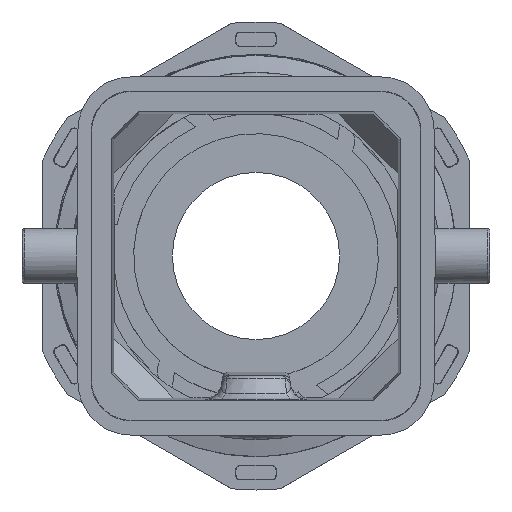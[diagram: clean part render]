
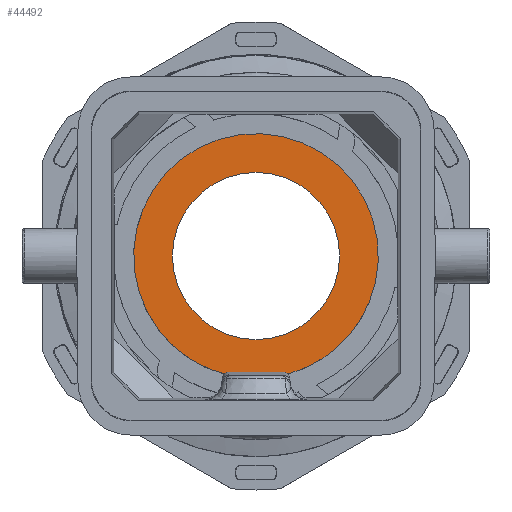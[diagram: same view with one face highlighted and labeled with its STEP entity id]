
A CAD part, left-side view. The second image highlights one B-rep face of the part: STEP entity #44492.
In plain terms, the highlighted planar face has unit normal (-1, 0, 0).
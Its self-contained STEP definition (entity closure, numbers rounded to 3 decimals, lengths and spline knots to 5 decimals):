
#16725=CARTESIAN_POINT('',(1.95669,0.,0.));
#16726=DIRECTION('',(-1.,0.,0.));
#16727=DIRECTION('',(0.,0.,-1.));
#16728=AXIS2_PLACEMENT_3D('',#16725,#16726,#16727);
#16730=CARTESIAN_POINT('',(1.95669,0.,0.));
#16731=DIRECTION('',(-1.,0.,0.));
#16732=DIRECTION('',(0.,0.,1.));
#16733=AXIS2_PLACEMENT_3D('',#16730,#16731,#16732);
#16735=CARTESIAN_POINT('',(1.95669,0.,0.));
#16736=DIRECTION('',(1.,0.,0.));
#16737=DIRECTION('',(0.,0.,-1.));
#16738=AXIS2_PLACEMENT_3D('',#16735,#16736,#16737);
#16740=CARTESIAN_POINT('',(1.95669,0.,0.));
#16741=DIRECTION('',(1.,0.,0.));
#16742=DIRECTION('',(0.,0.,1.));
#16743=AXIS2_PLACEMENT_3D('',#16740,#16741,#16742);
#21331=CARTESIAN_POINT('',(1.95669,0.,0.24606));
#21333=VERTEX_POINT('',#21331);
#21335=CARTESIAN_POINT('',(1.95669,0.,-0.24606));
#21337=VERTEX_POINT('',#21335);
#21340=CARTESIAN_POINT('',(1.95669,0.,0.38583));
#21342=VERTEX_POINT('',#21340);
#21344=CARTESIAN_POINT('',(1.95669,0.,-0.38583));
#21346=VERTEX_POINT('',#21344);
#44476=CARTESIAN_POINT('',(1.95669,0.,0.));
#44477=DIRECTION('',(1.,0.,0.));
#44478=DIRECTION('',(0.,0.,1.));
#44479=AXIS2_PLACEMENT_3D('',#44476,#44477,#44478);
#44480=PLANE('',#44479);
#44482=ORIENTED_EDGE('',*,*,#44481,.F.);
#44483=ORIENTED_EDGE('',*,*,#44466,.F.);
#44484=EDGE_LOOP('',(#44482,#44483));
#44485=FACE_OUTER_BOUND('',#44484,.F.);
#44487=ORIENTED_EDGE('',*,*,#44486,.F.);
#44489=ORIENTED_EDGE('',*,*,#44488,.F.);
#44490=EDGE_LOOP('',(#44487,#44489));
#44491=FACE_BOUND('',#44490,.F.);
#44492=ADVANCED_FACE('',(#44485,#44491),#44480,.F.);
#16729=CIRCLE('',#16728,0.38583);
#16734=CIRCLE('',#16733,0.38583);
#16739=CIRCLE('',#16738,0.24606);
#16744=CIRCLE('',#16743,0.24606);
#44466=EDGE_CURVE('',#21342,#21346,#16734,.T.);
#44481=EDGE_CURVE('',#21346,#21342,#16729,.T.);
#44486=EDGE_CURVE('',#21337,#21333,#16739,.T.);
#44488=EDGE_CURVE('',#21333,#21337,#16744,.T.);
